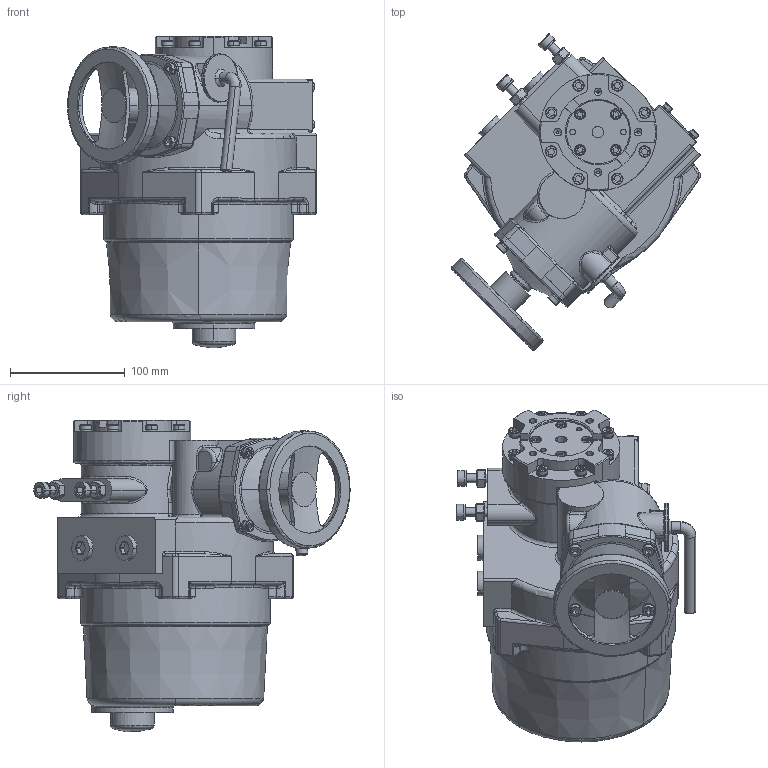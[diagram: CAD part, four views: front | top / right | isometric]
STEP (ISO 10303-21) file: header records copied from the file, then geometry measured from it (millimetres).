
FILE_DESCRIPTION (( 'STEP AP203' ), '1' );
FILE_NAME ('RCEL006.STEP', '2018-08-16T13:08:30', ( '' ), ( '' ), 'SwSTEP 2.0', 'SolidWorks 2018', '' );
FILE_SCHEMA (( 'CONFIG_CONTROL_DESIGN' ));
Length unit declared in the file: millimetre
Products named in the file (1): RCEL006
Bounding box: 216.61 x 275.3 x 270.98 mm (x, y, z)
Volume: 4953228.3 mm3; surface area: 233314.8 mm2
Topology: 1 solids, 1 shells, 1354 faces, 3339 edges, 2040 vertices
Faces by surface type: cylinder 516, plane 346, torus 301, bspline 105, cone 47, sphere 39
Entity records: 119039 total; most frequent: CARTESIAN_POINT 88627, ORIENTED_EDGE 6632, DIRECTION 6002, EDGE_CURVE 3316, AXIS2_PLACEMENT_3D 2393, VERTEX_POINT 2040, EDGE_LOOP 1438, ADVANCED_FACE 1354
